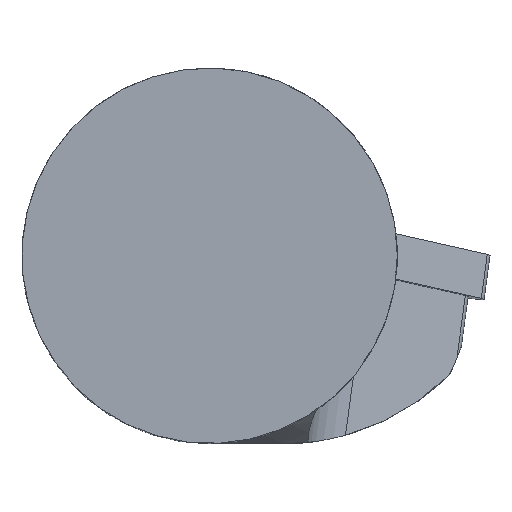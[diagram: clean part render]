
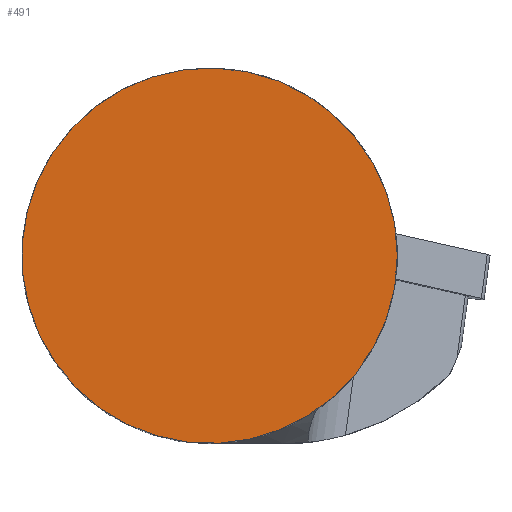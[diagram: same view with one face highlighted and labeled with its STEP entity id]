
A CAD part, top view. The second image highlights one B-rep face of the part: STEP entity #491.
In plain terms, the highlighted planar face has unit normal (0, 0, 1).
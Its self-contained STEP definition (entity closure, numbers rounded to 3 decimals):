
#165=PLANE('',#1864);
#208=CIRCLE('',#1863,20.);
#491=ADVANCED_FACE('',(#606),#165,.T.);
#606=FACE_OUTER_BOUND('',#693,.T.);
#693=EDGE_LOOP('',(#902));
#902=ORIENTED_EDGE('',*,*,#1555,.F.);
#1387=VERTEX_POINT('',#2725);
#1555=EDGE_CURVE('',#1387,#1387,#208,.T.);
#1863=AXIS2_PLACEMENT_3D('',#2724,#2057,#2058);
#1864=AXIS2_PLACEMENT_3D('',#2726,#2059,#2060);
#2057=DIRECTION('',(0.,0.,-1.));
#2058=DIRECTION('',(1.,0.,0.));
#2059=DIRECTION('',(0.,0.,1.));
#2060=DIRECTION('',(1.,0.,0.));
#2724=CARTESIAN_POINT('',(0.,0.,0.));
#2725=CARTESIAN_POINT('',(20.,0.,0.));
#2726=CARTESIAN_POINT('',(0.,0.,0.));
